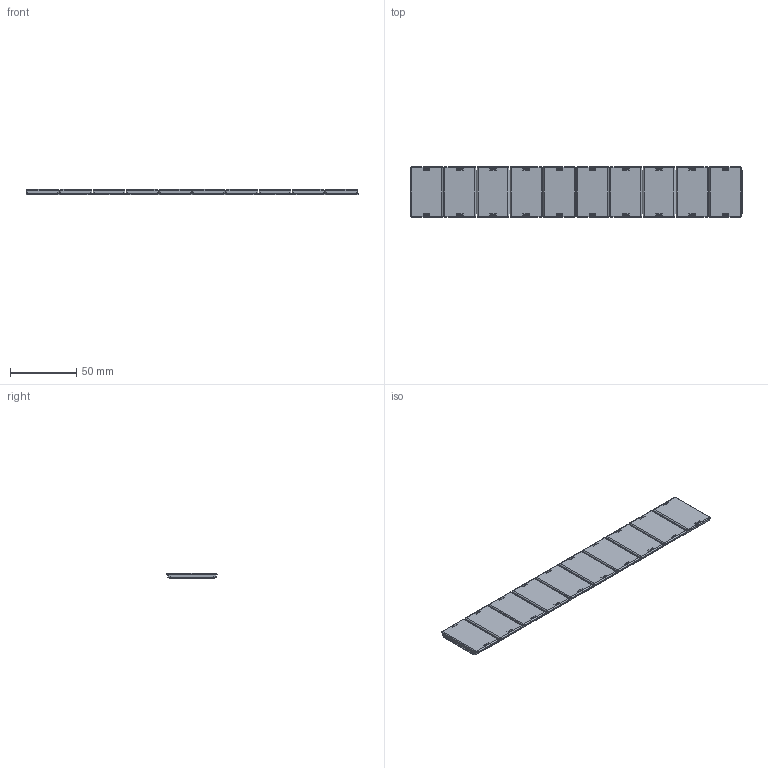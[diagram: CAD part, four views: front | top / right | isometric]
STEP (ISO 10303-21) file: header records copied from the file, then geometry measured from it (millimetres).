
FILE_DESCRIPTION (( 'STEP AP203' ), '1' );
FILE_NAME ('sone3D.STEP', '2015-08-11T01:12:22', ( '' ), ( '' ), 'SwSTEP 2.0', 'SolidWorks 2012', '' );
FILE_SCHEMA (( 'CONFIG_CONTROL_DESIGN' ));
Length unit declared in the file: millimetre
Products named in the file (3): sone3D; C-26-P儀乕僗__C-26-P-10; C-26-P僇僶乕__C-26-P-1僇僶乕
Assembly tree (11 placements, depth 2):
  sone3D
    C-26-P僇僶乕__C-26-P-1僇僶乕  x10
    C-26-P儀乕僗__C-26-P-10
Bounding box: 250 x 38 x 3.89 mm (x, y, z)
Volume: 26243.4 mm3; surface area: 44289.9 mm2
Topology: 20 solids, 20 shells, 1140 faces, 3080 edges, 1920 vertices
Faces by surface type: plane 740, cylinder 280, sphere 40, cone 40, torus 40
Entity records: 23669 total; most frequent: CARTESIAN_POINT 4217, ORIENTED_EDGE 3992, DIRECTION 3838, EDGE_CURVE 1996, VECTOR 1572, LINE 1572, VERTEX_POINT 1272, AXIS2_PLACEMENT_3D 1133
